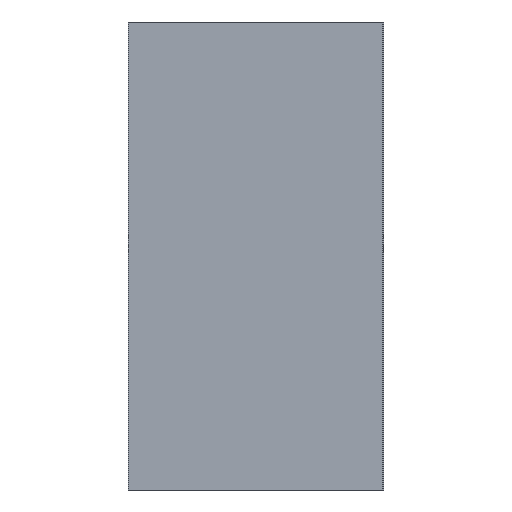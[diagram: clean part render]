
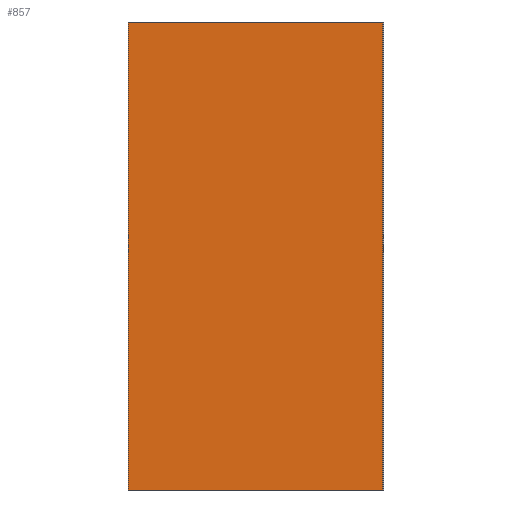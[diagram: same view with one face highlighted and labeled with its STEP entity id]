
A CAD part, left-side view. The second image highlights one B-rep face of the part: STEP entity #857.
In plain terms, the highlighted planar face has unit normal (-1, 0, 0).
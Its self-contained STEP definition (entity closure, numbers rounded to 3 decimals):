
#89=FACE_OUTER_BOUND('',#133,.T.);
#133=EDGE_LOOP('',(#590,#591,#592,#593));
#177=LINE('',#1262,#267);
#181=LINE('',#1271,#271);
#197=LINE('',#1303,#287);
#198=LINE('',#1304,#288);
#267=VECTOR('',#1008,10.);
#271=VECTOR('',#1016,10.);
#287=VECTOR('',#1034,10.);
#288=VECTOR('',#1035,10.);
#355=VERTEX_POINT('',#1256);
#357=VERTEX_POINT('',#1260);
#360=VERTEX_POINT('',#1270);
#375=VERTEX_POINT('',#1302);
#441=EDGE_CURVE('',#357,#355,#177,.T.);
#445=EDGE_CURVE('',#355,#360,#181,.T.);
#461=EDGE_CURVE('',#375,#357,#197,.T.);
#462=EDGE_CURVE('',#360,#375,#198,.T.);
#590=ORIENTED_EDGE('',*,*,#461,.F.);
#591=ORIENTED_EDGE('',*,*,#462,.F.);
#592=ORIENTED_EDGE('',*,*,#445,.F.);
#593=ORIENTED_EDGE('',*,*,#441,.F.);
#819=PLANE('',#924);
#857=ADVANCED_FACE('',(#89),#819,.F.);
#924=AXIS2_PLACEMENT_3D('',#1301,#1032,#1033);
#1008=DIRECTION('',(0.,0.,1.));
#1016=DIRECTION('',(0.,-1.,0.));
#1032=DIRECTION('center_axis',(1.,0.,0.));
#1033=DIRECTION('ref_axis',(0.,1.,0.));
#1034=DIRECTION('',(0.,1.,0.));
#1035=DIRECTION('',(0.,0.,-1.));
#1256=CARTESIAN_POINT('',(18.5,405.5,743.));
#1260=CARTESIAN_POINT('',(18.5,405.5,0.));
#1262=CARTESIAN_POINT('',(18.5,405.5,0.));
#1270=CARTESIAN_POINT('',(18.5,1.5,743.));
#1271=CARTESIAN_POINT('',(18.5,114.875,743.));
#1301=CARTESIAN_POINT('Origin',(18.5,0.,0.));
#1302=CARTESIAN_POINT('',(18.5,1.5,0.));
#1303=CARTESIAN_POINT('',(18.5,80.,0.));
#1304=CARTESIAN_POINT('',(18.5,1.5,0.));
